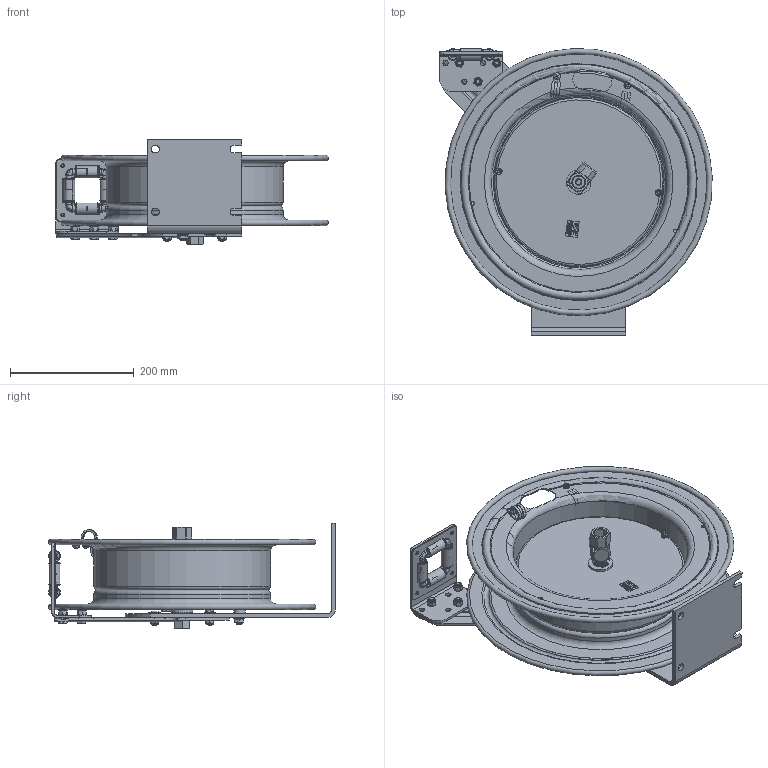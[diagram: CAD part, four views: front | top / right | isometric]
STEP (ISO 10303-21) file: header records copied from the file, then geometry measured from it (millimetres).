
FILE_DESCRIPTION(/* description */ (''),/* implementation_level */ '2;1');
FILE_NAME(/* name */ 'P-LPL-425-AL_SHARED.stp',/* time_stamp */ '2020-04-02T14:18:32-07:00',/* author */ ('NMelton'),/* organization */ (''),/* preprocessor_version */ 'ST-DEVELOPER v17',/* originating_system */ 'Autodesk Inventor 2019',/* authorisation */ '');
FILE_SCHEMA (('AUTOMOTIVE_DESIGN { 1 0 10303 214 3 1 1 }'));
Products named in the file (1): P-LPL-425-AL_SHARED
Bounding box: 440 x 463.24 x 170.69 mm (x, y, z)
Surface area: 1016813 mm2 (no closed solid volume)
Topology: 0 solids, 144 shells, 2297 faces, 10479 edges, 7968 vertices
Faces by surface type: plane 1237, bspline 415, cylinder 406, cone 138, torus 68, sphere 33
Full cylindrical faces by diameter (mm): 2.159 x2, 2.54 x1, 3.048 x1, 4.826 x6, 5.613 x2, 6.35 x4, 7.112 x1, 7.925 x1, 7.938 x3, 8.636 x7, 9.398 x1, 10.414 x1, 11.43 x3, 12.192 x8, 12.548 x1, 12.7 x2, 15.875 x1, 17.882 x1, 19.05 x5, 20.574 x2, 25.362 x1, 28.575 x1, 34.925 x1, 35.052 x1, 39.624 x1, 282.448 x2, 285.648 x2
Entity records: 113553 total; most frequent: CARTESIAN_POINT 33989, ORIENTED_EDGE 15085, DIRECTION 13420, EDGE_CURVE 10438, VERTEX_POINT 7968, LINE 6072, VECTOR 6072, AXIS2_PLACEMENT_3D 3674
